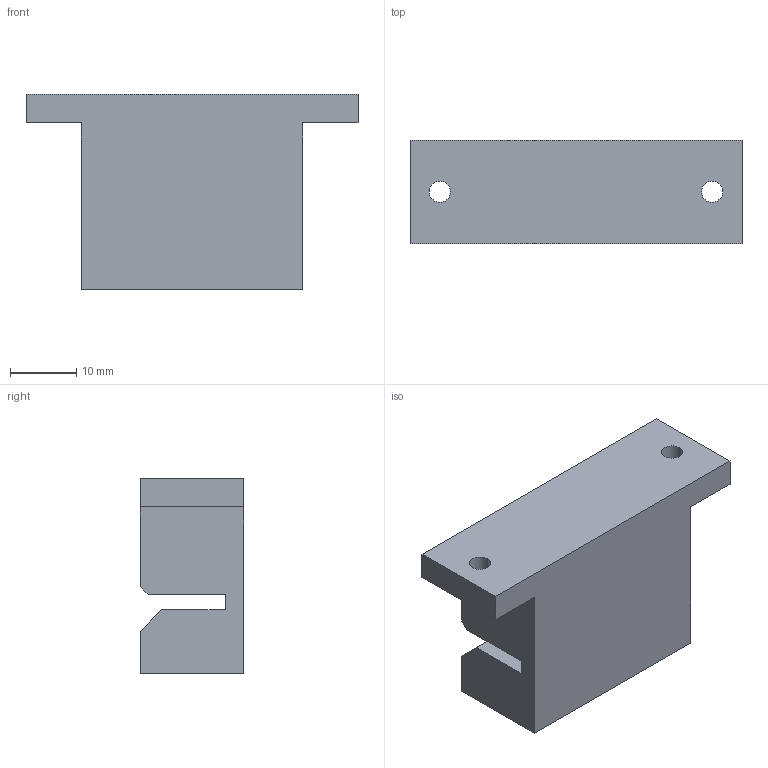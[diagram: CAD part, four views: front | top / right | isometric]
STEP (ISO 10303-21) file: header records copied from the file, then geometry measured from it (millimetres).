
FILE_DESCRIPTION (( 'STEP AP203' ), '1' );
FILE_NAME ('Y-HOLDER.STEP');
FILE_SCHEMA (( 'CONFIG_CONTROL_DESIGN' ));
Length unit declared in the file: millimetre
Products named in the file (1): Y-HOLDER
Bounding box: 50 x 15.6 x 29.4 mm (x, y, z)
Volume: 14619 mm3; surface area: 5458.1 mm2
Topology: 1 solids, 1 shells, 25 faces, 69 edges, 46 vertices
Faces by surface type: plane 21, cylinder 4
Entity records: 876 total; most frequent: CARTESIAN_POINT 141, ORIENTED_EDGE 138, DIRECTION 129, EDGE_CURVE 69, VECTOR 61, LINE 61, VERTEX_POINT 46, AXIS2_PLACEMENT_3D 34
